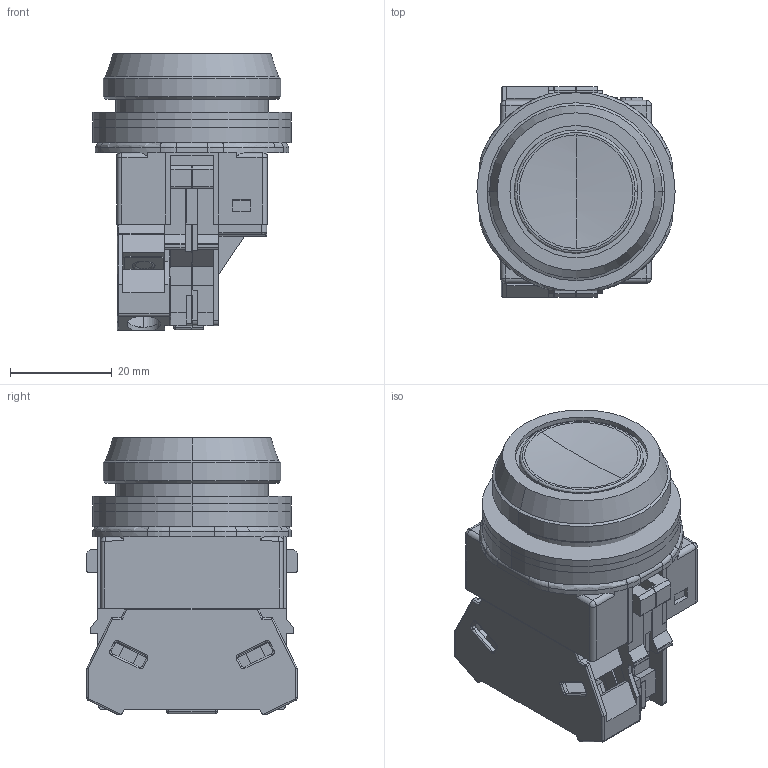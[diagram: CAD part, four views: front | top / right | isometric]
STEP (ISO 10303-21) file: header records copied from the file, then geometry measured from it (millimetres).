
FILE_DESCRIPTION (( 'STEP AP203' ), '1' );
FILE_NAME ('OUTSIDE-ABN110_AON110.STEP', '2017-03-14T07:21:56', ( '' ), ( '' ), 'SwSTEP 2.0', 'SolidWorks 2014', '' );
FILE_SCHEMA (( 'CONFIG_CONTROL_DESIGN' ));
Length unit declared in the file: millimetre
Products named in the file (7): OUTSIDE-HW-DB; OUTSIDE-ABN1_AON1_BODY; OUTSIDE-OG-11; OUTSIDE-ABN110_AON110; OUTSIDE-OW-12; OUTSIDE-HW-U; OUTSIDE-OW-11
Assembly tree (7 placements, depth 2):
  OUTSIDE-ABN110_AON110
    OUTSIDE-ABN1_AON1_BODY
    OUTSIDE-OW-12
    OUTSIDE-OW-11  x2
    OUTSIDE-OG-11
    OUTSIDE-HW-U
    OUTSIDE-HW-DB
Bounding box: 39 x 41.4 x 54.4 mm (x, y, z)
Volume: 47362.5 mm3; surface area: 22466.2 mm2
Topology: 8 solids, 8 shells, 591 faces, 1587 edges, 1017 vertices
Faces by surface type: plane 361, cylinder 152, bspline 48, cone 12, torus 12, sphere 6
Entity records: 20408 total; most frequent: CARTESIAN_POINT 5225, ORIENTED_EDGE 3126, DIRECTION 2859, EDGE_CURVE 1563, LINE 1133, VECTOR 1133, VERTEX_POINT 1007, AXIS2_PLACEMENT_3D 863
